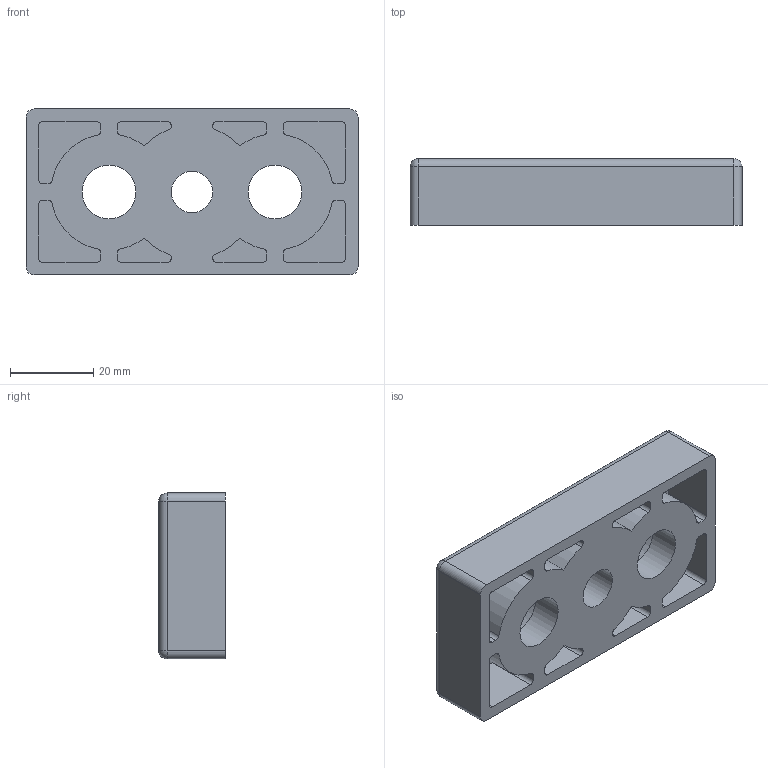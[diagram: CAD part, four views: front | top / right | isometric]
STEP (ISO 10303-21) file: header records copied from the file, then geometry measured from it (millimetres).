
FILE_DESCRIPTION((''),'2;1');
FILE_NAME('AR3839.stp','2018-04-23T14:49:54',('Envy'),(''),'Autodesk Inventor 2013','Autodesk Inventor 2013','');
FILE_SCHEMA(('AUTOMOTIVE_DESIGN { 1 0 10303 214 1 1 1 1 }'));
Length unit declared in the file: millimetre
Products named in the file (1): AR3839
Bounding box: 80 x 16 x 40 mm (x, y, z)
Volume: 33654.2 mm3; surface area: 15724.3 mm2
Topology: 1 solids, 1 shells, 112 faces, 285 edges, 185 vertices
Faces by surface type: cylinder 61, plane 44, sphere 4, cone 3
Full cylindrical faces by diameter (mm): 10 x1, 13 x2, 19.5 x2
Entity records: 3412 total; most frequent: DIRECTION 628, CARTESIAN_POINT 575, ORIENTED_EDGE 554, EDGE_CURVE 277, AXIS2_PLACEMENT_3D 238, VERTEX_POINT 185, VECTOR 152, LINE 152
